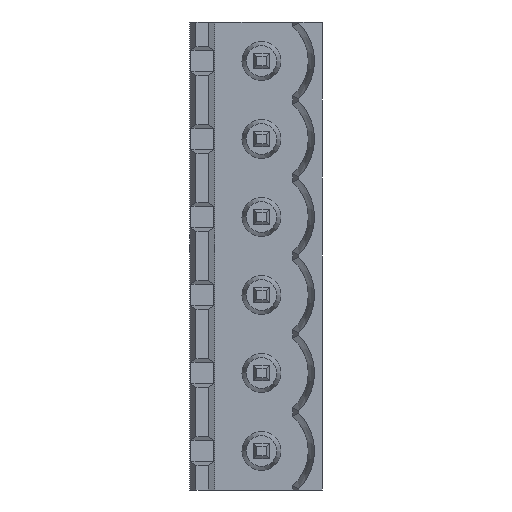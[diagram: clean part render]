
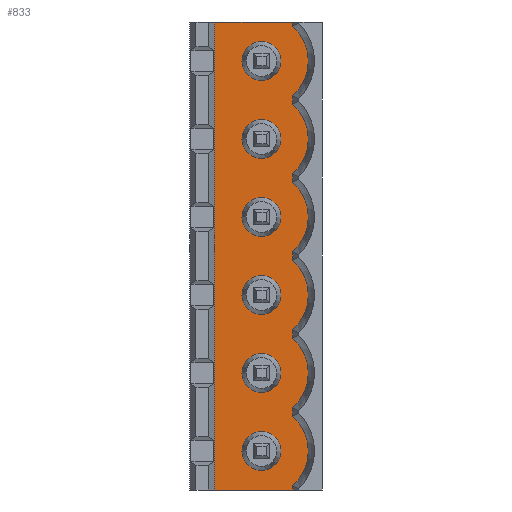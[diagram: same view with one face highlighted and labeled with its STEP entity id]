
A CAD part, left-side view. The second image highlights one B-rep face of the part: STEP entity #833.
In plain terms, the highlighted planar face has unit normal (-1, 0, 0).
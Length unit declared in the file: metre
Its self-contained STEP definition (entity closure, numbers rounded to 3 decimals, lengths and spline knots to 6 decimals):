
#833=ADVANCED_FACE('',(#1771,#1772,#1773,#1774,#1775,#1776,#1777),#1778,.F.);
#1771=FACE_BOUND('',#2811,.T.);
#1772=FACE_BOUND('',#2812,.T.);
#1773=FACE_BOUND('',#2813,.T.);
#1774=FACE_BOUND('',#2814,.T.);
#1775=FACE_OUTER_BOUND('',#2815,.T.);
#1776=FACE_BOUND('',#2816,.T.);
#1777=FACE_BOUND('',#2817,.T.);
#1778=PLANE('',#2818);
#2811=EDGE_LOOP('',(#5156));
#2812=EDGE_LOOP('',(#5157));
#2813=EDGE_LOOP('',(#5158));
#2814=EDGE_LOOP('',(#5159));
#2815=EDGE_LOOP('',(#5160,#5161,#5162,#5163,#5164,#5165,#5166,#5167,#5168,#5169,#5170,#5171,#5172,#5173,#5174,#5175));
#2816=EDGE_LOOP('',(#5176));
#2817=EDGE_LOOP('',(#5177));
#2818=AXIS2_PLACEMENT_3D('',#5178,#5179,#5180);
#5156=ORIENTED_EDGE('',*,*,#6611,.F.);
#5157=ORIENTED_EDGE('',*,*,#6681,.F.);
#5158=ORIENTED_EDGE('',*,*,#6433,.F.);
#5159=ORIENTED_EDGE('',*,*,#6827,.F.);
#5160=ORIENTED_EDGE('',*,*,#7025,.F.);
#5161=ORIENTED_EDGE('',*,*,#7026,.F.);
#5162=ORIENTED_EDGE('',*,*,#7027,.T.);
#5163=ORIENTED_EDGE('',*,*,#7028,.F.);
#5164=ORIENTED_EDGE('',*,*,#6195,.T.);
#5165=ORIENTED_EDGE('',*,*,#6522,.F.);
#5166=ORIENTED_EDGE('',*,*,#6520,.T.);
#5167=ORIENTED_EDGE('',*,*,#6679,.F.);
#5168=ORIENTED_EDGE('',*,*,#6240,.T.);
#5169=ORIENTED_EDGE('',*,*,#6355,.F.);
#5170=ORIENTED_EDGE('',*,*,#6353,.T.);
#5171=ORIENTED_EDGE('',*,*,#6959,.F.);
#5172=ORIENTED_EDGE('',*,*,#6951,.T.);
#5173=ORIENTED_EDGE('',*,*,#6954,.F.);
#5174=ORIENTED_EDGE('',*,*,#6957,.T.);
#5175=ORIENTED_EDGE('',*,*,#7001,.T.);
#5176=ORIENTED_EDGE('',*,*,#6865,.F.);
#5177=ORIENTED_EDGE('',*,*,#7029,.F.);
#5178=CARTESIAN_POINT('',(-0.0037,0.0069,0.22304));
#5179=DIRECTION('',(1.0,0.,0.0));
#5180=DIRECTION('',(0.0,0.0,1.0));
#6195=EDGE_CURVE('',#7405,#7403,#7406,.T.);
#6240=EDGE_CURVE('',#7472,#7477,#7479,.T.);
#6353=EDGE_CURVE('',#7653,#7658,#7660,.T.);
#6355=EDGE_CURVE('',#7653,#7477,#7662,.T.);
#6433=EDGE_CURVE('',#7781,#7781,#7782,.T.);
#6520=EDGE_CURVE('',#7904,#7909,#7911,.T.);
#6522=EDGE_CURVE('',#7904,#7403,#7913,.T.);
#6611=EDGE_CURVE('',#8059,#8059,#8060,.T.);
#6679=EDGE_CURVE('',#7472,#7909,#8149,.T.);
#6681=EDGE_CURVE('',#8151,#8151,#8152,.T.);
#6827=EDGE_CURVE('',#8356,#8356,#8357,.T.);
#6865=EDGE_CURVE('',#8409,#8409,#8410,.T.);
#6951=EDGE_CURVE('',#8528,#8530,#8532,.T.);
#6954=EDGE_CURVE('',#8534,#8530,#8536,.T.);
#6957=EDGE_CURVE('',#8534,#8538,#8540,.T.);
#6959=EDGE_CURVE('',#8528,#7658,#8542,.T.);
#7001=EDGE_CURVE('',#8538,#8599,#8602,.T.);
#7025=EDGE_CURVE('',#8636,#8599,#8637,.T.);
#7026=EDGE_CURVE('',#8638,#8636,#8639,.T.);
#7027=EDGE_CURVE('',#8638,#8640,#8641,.T.);
#7028=EDGE_CURVE('',#7405,#8640,#8642,.T.);
#7029=EDGE_CURVE('',#8643,#8643,#8644,.T.);
#7403=VERTEX_POINT('',#9181);
#7405=VERTEX_POINT('',#9184);
#7406=LINE('',#9185,#9186);
#7472=VERTEX_POINT('',#9283);
#7477=VERTEX_POINT('',#9290);
#7479=LINE('',#9293,#9294);
#7653=VERTEX_POINT('',#9555);
#7658=VERTEX_POINT('',#9562);
#7660=LINE('',#9565,#9566);
#7662=CIRCLE('',#9568,0.003);
#7781=VERTEX_POINT('',#9744);
#7782=CIRCLE('',#9745,0.00125);
#7904=VERTEX_POINT('',#9927);
#7909=VERTEX_POINT('',#9934);
#7911=LINE('',#9937,#9938);
#7913=CIRCLE('',#9940,0.003);
#8059=VERTEX_POINT('',#10154);
#8060=CIRCLE('',#10155,0.00125);
#8149=CIRCLE('',#10290,0.003);
#8151=VERTEX_POINT('',#10292);
#8152=CIRCLE('',#10293,0.00125);
#8356=VERTEX_POINT('',#10601);
#8357=CIRCLE('',#10602,0.00125);
#8409=VERTEX_POINT('',#10677);
#8410=CIRCLE('',#10678,0.00125);
#8528=VERTEX_POINT('',#10854);
#8530=VERTEX_POINT('',#10857);
#8532=LINE('',#10860,#10861);
#8534=VERTEX_POINT('',#10863);
#8536=CIRCLE('',#10866,0.003);
#8538=VERTEX_POINT('',#10868);
#8540=LINE('',#10871,#10872);
#8542=CIRCLE('',#10874,0.003);
#8599=VERTEX_POINT('',#10957);
#8602=LINE('',#10961,#10962);
#8636=VERTEX_POINT('',#11014);
#8637=LINE('',#11015,#11016);
#8638=VERTEX_POINT('',#11017);
#8639=LINE('',#11018,#11019);
#8640=VERTEX_POINT('',#11020);
#8641=LINE('',#11021,#11022);
#8642=CIRCLE('',#11023,0.003);
#8643=VERTEX_POINT('',#11024);
#8644=CIRCLE('',#11025,0.00125);
#9181=CARTESIAN_POINT('',(-0.0037,0.0019,0.273504));
#9184=CARTESIAN_POINT('',(-0.0037,0.0019,0.272976));
#9185=CARTESIAN_POINT('',(-0.0037,0.0019,0.212239));
#9186=VECTOR('',#11606,1.0);
#9283=CARTESIAN_POINT('',(-0.0037,0.0019,0.282976));
#9290=CARTESIAN_POINT('',(-0.0037,0.0019,0.283504));
#9293=CARTESIAN_POINT('',(-0.0037,0.0019,0.222239));
#9294=VECTOR('',#11644,1.0);
#9555=CARTESIAN_POINT('',(-0.0037,0.0019,0.287976));
#9562=CARTESIAN_POINT('',(-0.0037,0.0019,0.288504));
#9565=CARTESIAN_POINT('',(-0.0037,0.0019,0.227239));
#9566=VECTOR('',#11729,1.0);
#9568=AXIS2_PLACEMENT_3D('',#11730,#11731,#11732);
#9744=CARTESIAN_POINT('',(-0.0037,0.00265,0.28574));
#9745=AXIS2_PLACEMENT_3D('',#11796,#11797,#11798);
#9927=CARTESIAN_POINT('',(-0.0037,0.0019,0.277976));
#9934=CARTESIAN_POINT('',(-0.0037,0.0019,0.278504));
#9937=CARTESIAN_POINT('',(-0.0037,0.0019,0.217239));
#9938=VECTOR('',#11859,1.0);
#9940=AXIS2_PLACEMENT_3D('',#11860,#11861,#11862);
#10154=CARTESIAN_POINT('',(-0.0037,0.00265,0.27574));
#10155=AXIS2_PLACEMENT_3D('',#11937,#11938,#11939);
#10290=AXIS2_PLACEMENT_3D('',#11989,#11990,#11991);
#10292=CARTESIAN_POINT('',(-0.0037,0.00265,0.28074));
#10293=AXIS2_PLACEMENT_3D('',#11992,#11993,#11994);
#10601=CARTESIAN_POINT('',(-0.0037,0.00265,0.29074));
#10602=AXIS2_PLACEMENT_3D('',#12105,#12106,#12107);
#10677=CARTESIAN_POINT('',(-0.0037,0.00265,0.29574));
#10678=AXIS2_PLACEMENT_3D('',#12137,#12138,#12139);
#10854=CARTESIAN_POINT('',(-0.0037,0.0019,0.292976));
#10857=CARTESIAN_POINT('',(-0.0037,0.0019,0.293504));
#10860=CARTESIAN_POINT('',(-0.0037,0.0019,0.232239));
#10861=VECTOR('',#12200,1.0);
#10863=CARTESIAN_POINT('',(-0.0037,0.0019,0.297976));
#10866=AXIS2_PLACEMENT_3D('',#12202,#12203,#12204);
#10868=CARTESIAN_POINT('',(-0.0037,0.0019,0.29824));
#10871=CARTESIAN_POINT('',(-0.0037,0.0019,0.237319));
#10872=VECTOR('',#12206,1.0);
#10874=AXIS2_PLACEMENT_3D('',#12207,#12208,#12209);
#10957=CARTESIAN_POINT('',(-0.0037,0.0069,0.29824));
#10961=CARTESIAN_POINT('',(-0.0037,0.0069,0.29824));
#10962=VECTOR('',#12237,1.0);
#11014=CARTESIAN_POINT('',(-0.0037,0.0069,0.26824));
#11015=CARTESIAN_POINT('',(-0.0037,0.0069,0.22304));
#11016=VECTOR('',#12256,1.0);
#11017=CARTESIAN_POINT('',(-0.0037,0.0019,0.26824));
#11018=CARTESIAN_POINT('',(-0.0037,0.0069,0.26824));
#11019=VECTOR('',#12257,1.0);
#11020=CARTESIAN_POINT('',(-0.0037,0.0019,0.268504));
#11021=CARTESIAN_POINT('',(-0.0037,0.0019,0.2682));
#11022=VECTOR('',#12258,1.0);
#11023=AXIS2_PLACEMENT_3D('',#12259,#12260,#12261);
#11024=CARTESIAN_POINT('',(-0.0037,0.00265,0.27074));
#11025=AXIS2_PLACEMENT_3D('',#12262,#12263,#12264);
#11606=DIRECTION('',(0.0,0.0,1.0));
#11644=DIRECTION('',(0.0,0.0,1.0));
#11729=DIRECTION('',(0.0,0.0,1.0));
#11730=CARTESIAN_POINT('',(-0.0037,0.0039,0.28574));
#11731=DIRECTION('',(1.0,0.,0.0));
#11732=DIRECTION('',(0.,-1.0,0.0));
#11796=CARTESIAN_POINT('',(-0.0037,0.0039,0.28574));
#11797=DIRECTION('',(-1.0,0.,0.0));
#11798=DIRECTION('',(0.,-1.0,0.0));
#11859=DIRECTION('',(0.0,0.0,1.0));
#11860=CARTESIAN_POINT('',(-0.0037,0.0039,0.27574));
#11861=DIRECTION('',(1.0,0.,0.0));
#11862=DIRECTION('',(0.,-1.0,0.0));
#11937=CARTESIAN_POINT('',(-0.0037,0.0039,0.27574));
#11938=DIRECTION('',(-1.0,0.,0.0));
#11939=DIRECTION('',(0.,-1.0,0.0));
#11989=CARTESIAN_POINT('',(-0.0037,0.0039,0.28074));
#11990=DIRECTION('',(1.0,0.,0.0));
#11991=DIRECTION('',(0.,-1.0,0.0));
#11992=CARTESIAN_POINT('',(-0.0037,0.0039,0.28074));
#11993=DIRECTION('',(-1.0,0.,0.0));
#11994=DIRECTION('',(0.,-1.0,0.0));
#12105=CARTESIAN_POINT('',(-0.0037,0.0039,0.29074));
#12106=DIRECTION('',(-1.0,0.,0.0));
#12107=DIRECTION('',(0.,-1.0,0.0));
#12137=CARTESIAN_POINT('',(-0.0037,0.0039,0.29574));
#12138=DIRECTION('',(-1.0,0.,0.0));
#12139=DIRECTION('',(0.,-1.0,0.0));
#12200=DIRECTION('',(0.0,0.0,1.0));
#12202=CARTESIAN_POINT('',(-0.0037,0.0039,0.29574));
#12203=DIRECTION('',(1.0,0.,0.0));
#12204=DIRECTION('',(0.,-1.0,0.0));
#12206=DIRECTION('',(0.0,0.0,1.0));
#12207=CARTESIAN_POINT('',(-0.0037,0.0039,0.29074));
#12208=DIRECTION('',(1.0,0.,0.0));
#12209=DIRECTION('',(0.,-1.0,0.0));
#12237=DIRECTION('',(0.,1.0,0.0));
#12256=DIRECTION('',(0.0,0.0,1.0));
#12257=DIRECTION('',(0.,1.0,0.0));
#12258=DIRECTION('',(0.0,0.0,1.0));
#12259=CARTESIAN_POINT('',(-0.0037,0.0039,0.27074));
#12260=DIRECTION('',(1.0,0.,0.0));
#12261=DIRECTION('',(0.,-1.0,0.0));
#12262=CARTESIAN_POINT('',(-0.0037,0.0039,0.27074));
#12263=DIRECTION('',(-1.0,0.,0.0));
#12264=DIRECTION('',(0.,-1.0,0.0));
